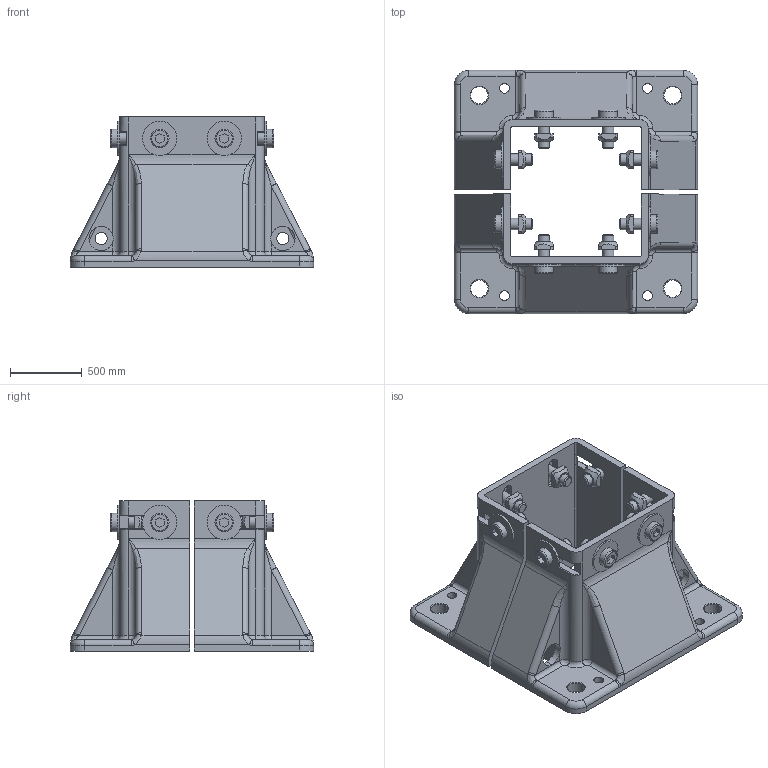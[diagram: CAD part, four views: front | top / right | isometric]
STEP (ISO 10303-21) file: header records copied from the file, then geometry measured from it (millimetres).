
FILE_DESCRIPTION(/* description */ (''),/* implementation_level */ '2;1');
FILE_NAME(/* name */ '33-9090-7.stp',/* time_stamp */ '2024-08-28T15:13:15-04:00',/* author */ ('jmurphy'),/* organization */ (''),/* preprocessor_version */ 'ST-DEVELOPER v18.1',/* originating_system */ 'AutoCAD Mechanical',/* authorisation */ '');
FILE_SCHEMA (('AUTOMOTIVE_DESIGN { 1 0 10303 214 3 1 1 }'));
Length unit declared in the file: centimetre
Products named in the file (1): Product
Bounding box: 1700 x 1700 x 1050 mm (x, y, z)
Volume: 447303355.7 mm3; surface area: 18101490.7 mm2
Topology: 26 solids, 26 shells, 644 faces, 1580 edges, 972 vertices
Faces by surface type: plane 270, cylinder 214, torus 64, bspline 44, cone 32, sphere 20
Full cylindrical faces by diameter (mm): 68 x8, 80 x8, 84 x8, 130 x8, 240 x8
Entity records: 23286 total; most frequent: CARTESIAN_POINT 8101, DIRECTION 3240, ORIENTED_EDGE 3124, EDGE_CURVE 1562, AXIS2_PLACEMENT_3D 1233, VERTEX_POINT 972, LINE 774, VECTOR 774
